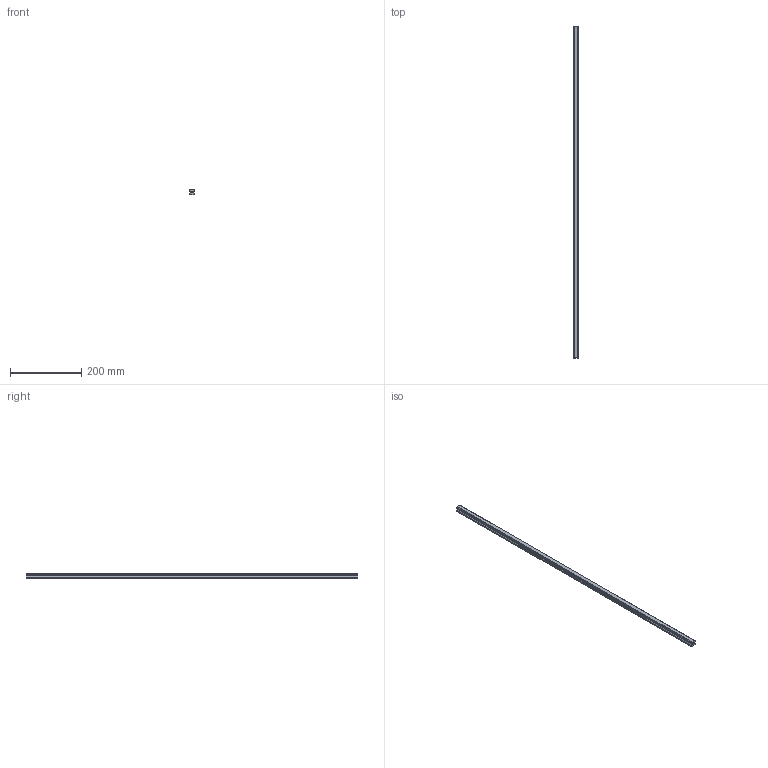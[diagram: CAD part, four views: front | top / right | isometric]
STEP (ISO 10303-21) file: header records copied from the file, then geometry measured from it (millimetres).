
FILE_DESCRIPTION(('STEP AP214'),'1');
FILE_NAME('cctmp_2B146E5A-FD90-4C1A-8229-2EB987ADCDB2_2021_01_19_11_14_31_0382..stp','2021-01-19T10:14:31',('HIWIN GmbH'),('CADClick - www.CADClick.com'),'Spatial InterOp 3D',' ','unknown authorization');
FILE_SCHEMA(('AUTOMOTIVE_DESIGN'));
Length unit declared in the file: millimetre
Products named in the file (1): HGR15T930C_FILE
Bounding box: 15 x 930 x 15 mm (x, y, z)
Volume: 174508.8 mm3; surface area: 59311.3 mm2
Topology: 1 solids, 1 shells, 179 faces, 487 edges, 298 vertices
Faces by surface type: plane 89, cylinder 58, cone 32
Entity records: 6833 total; most frequent: CARTESIAN_POINT 933, DIRECTION 931, ORIENTED_EDGE 910, EDGE_CURVE 455, LINE 339, VECTOR 339, VERTEX_POINT 298, AXIS2_PLACEMENT_3D 296
